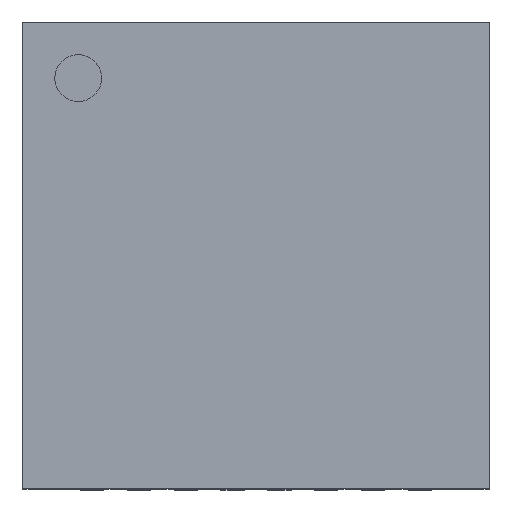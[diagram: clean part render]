
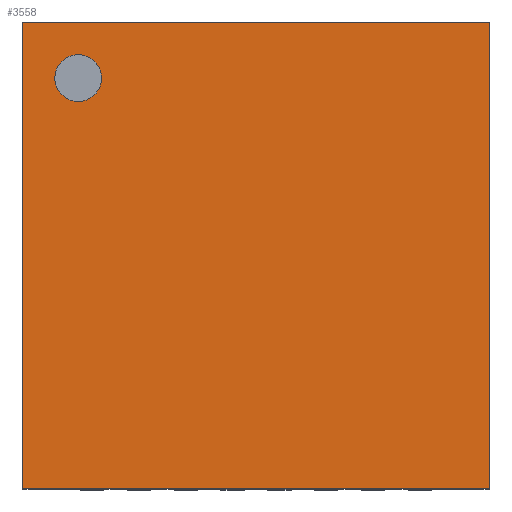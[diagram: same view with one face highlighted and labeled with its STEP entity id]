
A CAD part, top view. The second image highlights one B-rep face of the part: STEP entity #3558.
In plain terms, the highlighted planar face has unit normal (0, 0, 1).
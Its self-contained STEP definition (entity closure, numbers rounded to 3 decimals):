
#12=DIRECTION('',(0.,0.,1.));
#152=VECTOR('',#153,1.);
#153=DIRECTION('',(1.,0.,0.));
#159=VECTOR('',#160,1.);
#160=DIRECTION('',(0.,-1.,0.));
#370=DIRECTION('',(0.,0.,-1.));
#943=ORIENTED_EDGE('',*,*,#944,.F.);
#944=EDGE_CURVE('',#945,#947,#949,.T.);
#945=VERTEX_POINT('',#946);
#946=CARTESIAN_POINT('',(-2.49,2.49,0.77));
#947=VERTEX_POINT('',#948);
#948=CARTESIAN_POINT('',(2.49,2.49,0.77));
#949=LINE('',#946,#152);
#1099=ORIENTED_EDGE('',*,*,#1100,.T.);
#1100=EDGE_CURVE('',#945,#1101,#1103,.T.);
#1101=VERTEX_POINT('',#1102);
#1102=CARTESIAN_POINT('',(-2.49,-2.49,0.77));
#1103=LINE('',#946,#159);
#2211=EDGE_CURVE('',#947,#2212,#2214,.T.);
#2212=VERTEX_POINT('',#2213);
#2213=CARTESIAN_POINT('',(2.49,-2.49,0.77));
#2214=LINE('',#948,#159);
#2352=EDGE_CURVE('',#1101,#2212,#2353,.T.);
#2353=LINE('',#1102,#152);
#3558=ADVANCED_FACE('',(#3559,#3563),#3573,.T.);
#3559=FACE_BOUND('',#3560,.T.);
#3560=EDGE_LOOP('',(#943,#1099,#3561,#3562));
#3561=ORIENTED_EDGE('',*,*,#2352,.T.);
#3562=ORIENTED_EDGE('',*,*,#2211,.F.);
#3563=FACE_BOUND('',#3564,.T.);
#3564=EDGE_LOOP('',(#3565));
#3565=ORIENTED_EDGE('',*,*,#3566,.T.);
#3566=EDGE_CURVE('',#3567,#3567,#3569,.T.);
#3567=VERTEX_POINT('',#3568);
#3568=CARTESIAN_POINT('',(-1.9,1.65,0.77));
#3569=CIRCLE('',#3570,0.25);
#3570=AXIS2_PLACEMENT_3D('',#3571,#370,#3572);
#3571=CARTESIAN_POINT('',(-1.9,1.9,0.77));
#3572=DIRECTION('',(0.,-1.,0.));
#3573=PLANE('',#3574);
#3574=AXIS2_PLACEMENT_3D('',#946,#12,#160);
